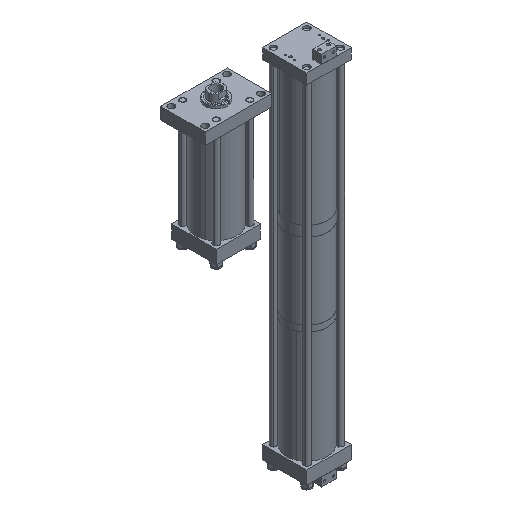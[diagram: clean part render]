
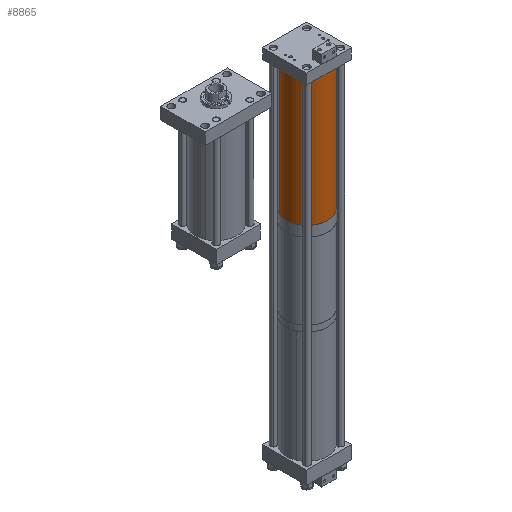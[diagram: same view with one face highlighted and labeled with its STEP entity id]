
A CAD part, isometric view. The second image highlights one B-rep face of the part: STEP entity #8865.
In plain terms, the highlighted cylindrical face has radius 88.9 mm (diameter 177.8 mm), a partial arc.
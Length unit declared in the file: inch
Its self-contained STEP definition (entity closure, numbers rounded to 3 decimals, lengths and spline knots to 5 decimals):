
#328 = CARTESIAN_POINT ( 'NONE',  ( 3.5, 0., 0. ) ) ;
#577 = CARTESIAN_POINT ( 'NONE',  ( 0., 0., 21.873 ) ) ;
#718 = CARTESIAN_POINT ( 'NONE',  ( -3.5, 0., 21.873 ) ) ;
#1175 = DIRECTION ( 'NONE',  ( 0., 0., -1. ) ) ;
#1349 = AXIS2_PLACEMENT_3D ( 'NONE', #577, #6081, #9987 ) ;
#2070 = VERTEX_POINT ( 'NONE', #718 ) ;
#2160 = CARTESIAN_POINT ( 'NONE',  ( 0., 0., 0. ) ) ;
#2509 = VECTOR ( 'NONE', #5038, 39.37008 ) ;
#2749 = EDGE_LOOP ( 'NONE', ( #14501, #7989, #6389, #9064 ) ) ;
#3007 = DIRECTION ( 'NONE',  ( 0., 0., -1. ) ) ;
#4624 = EDGE_CURVE ( 'NONE', #13732, #2070, #8509, .T. ) ;
#5038 = DIRECTION ( 'NONE',  ( 0., 0., -1. ) ) ;
#5170 = AXIS2_PLACEMENT_3D ( 'NONE', #2160, #9874, #12382 ) ;
#5204 = CYLINDRICAL_SURFACE ( 'NONE', #7608, 3.5 ) ;
#6081 = DIRECTION ( 'NONE',  ( 0., 0., 1. ) ) ;
#6389 = ORIENTED_EDGE ( 'NONE', *, *, #13369, .T. ) ;
#6400 = VECTOR ( 'NONE', #3007, 39.37008 ) ;
#7230 = EDGE_CURVE ( 'NONE', #2070, #15130, #11726, .T. ) ;
#7608 = AXIS2_PLACEMENT_3D ( 'NONE', #15197, #1175, #10272 ) ;
#7989 = ORIENTED_EDGE ( 'NONE', *, *, #11985, .T. ) ;
#8509 = CIRCLE ( 'NONE', #1349, 3.5 ) ;
#8714 = LINE ( 'NONE', #15275, #2509 ) ;
#8865 = ADVANCED_FACE ( 'NONE', ( #11447 ), #5204, .T. ) ;
#9064 = ORIENTED_EDGE ( 'NONE', *, *, #7230, .F. ) ;
#9874 = DIRECTION ( 'NONE',  ( 0., 0., 1. ) ) ;
#9987 = DIRECTION ( 'NONE',  ( 1., 0., 0. ) ) ;
#10272 = DIRECTION ( 'NONE',  ( -1., 0., 0. ) ) ;
#10552 = CARTESIAN_POINT ( 'NONE',  ( -3.5, 0., 21.873 ) ) ;
#11447 = FACE_OUTER_BOUND ( 'NONE', #2749, .T. ) ;
#11726 = LINE ( 'NONE', #10552, #6400 ) ;
#11850 = CARTESIAN_POINT ( 'NONE',  ( -3.5, 0., 0. ) ) ;
#11985 = EDGE_CURVE ( 'NONE', #13732, #15545, #8714, .T. ) ;
#12382 = DIRECTION ( 'NONE',  ( 1., 0., 0. ) ) ;
#13369 = EDGE_CURVE ( 'NONE', #15545, #15130, #13408, .T. ) ;
#13408 = CIRCLE ( 'NONE', #5170, 3.5 ) ;
#13732 = VERTEX_POINT ( 'NONE', #14437 ) ;
#14437 = CARTESIAN_POINT ( 'NONE',  ( 3.5, 0., 21.873 ) ) ;
#14501 = ORIENTED_EDGE ( 'NONE', *, *, #4624, .F. ) ;
#15130 = VERTEX_POINT ( 'NONE', #11850 ) ;
#15197 = CARTESIAN_POINT ( 'NONE',  ( 0., 0., 21.873 ) ) ;
#15275 = CARTESIAN_POINT ( 'NONE',  ( 3.5, 0., 21.873 ) ) ;
#15545 = VERTEX_POINT ( 'NONE', #328 ) ;
